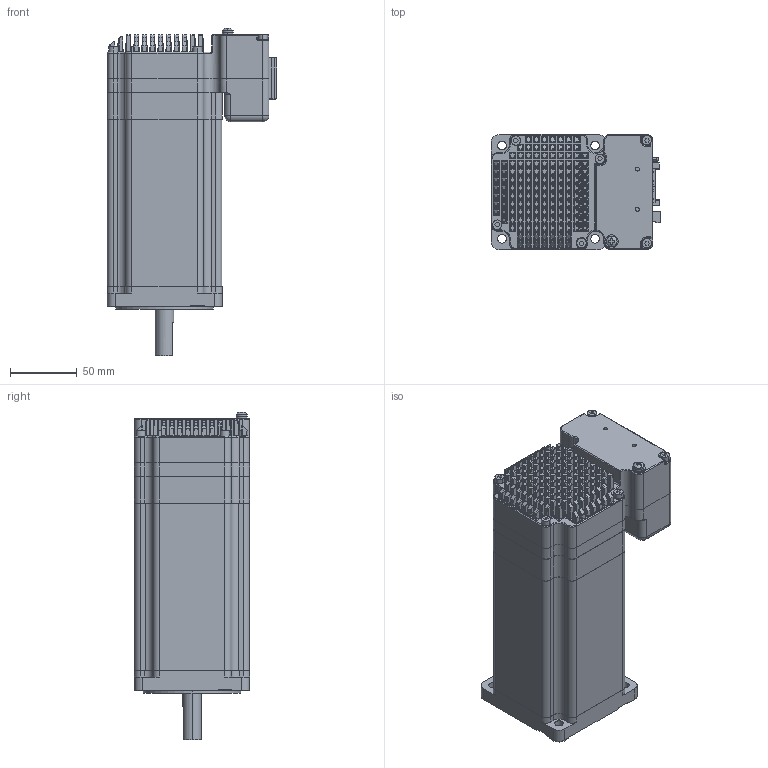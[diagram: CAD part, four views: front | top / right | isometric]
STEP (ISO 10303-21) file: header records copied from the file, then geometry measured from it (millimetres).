
FILE_DESCRIPTION (( 'STEP AP214' ), '1' );
FILE_NAME ('TSM34x-6RG-6CG-3D.STEP', '2016-04-27T05:51:47', ( '' ), ( '' ), 'SwSTEP 2.0', 'SolidWorks 2014', '' );
FILE_SCHEMA (( 'AUTOMOTIVE_DESIGN' ));
Length unit declared in the file: millimetre
Products named in the file (13): 4713101001578-A2-side; GB9074.2-M4X8; GB70.1-M4X35; SWM34步进伺服电机集成后端盖; SWM34蚾棠詩萇儂粣; 86步进伺服电机定子-2015.4.23; 86步进伺服电机前端盖-2015.4.23; TSM34x-6RG-6CG-3D; GB819.1-M2.5-10.5; GB6170-M2.5; WURTH-9074025951; STM34电机散热器（侧面出线-RS485-CANopen—机加工）; STM34电机后端盖（侧面出线）
Assembly tree (23 placements, depth 2):
  TSM34x-6RG-6CG-3D
    86步进伺服电机前端盖-2015.4.23
    86步进伺服电机定子-2015.4.23
    SWM34蚾棠詩萇儂粣
    SWM34步进伺服电机集成后端盖
    GB70.1-M4X35  x6
    GB9074.2-M4X8
    4713101001578-A2-side
    STM34电机后端盖（侧面出线）
    STM34电机散热器（侧面出线-RS485-CANopen—机加工）
    WURTH-9074025951  x3
    GB6170-M2.5  x3
    GB819.1-M2.5-10.5  x3
Bounding box: 127.01 x 86 x 245.06 mm (x, y, z)
Volume: 635187.7 mm3; surface area: 274444.9 mm2
Topology: 23 solids, 45 shells, 5420 faces, 12497 edges, 6707 vertices
Faces by surface type: cylinder 2378, plane 1523, bspline 708, sphere 622, cone 114, torus 75
Entity records: 161709 total; most frequent: CARTESIAN_POINT 47057, DIRECTION 22785, ORIENTED_EDGE 22291, EDGE_CURVE 11414, AXIS2_PLACEMENT_3D 8322, VERTEX_POINT 6434, LINE 6141, VECTOR 6141
